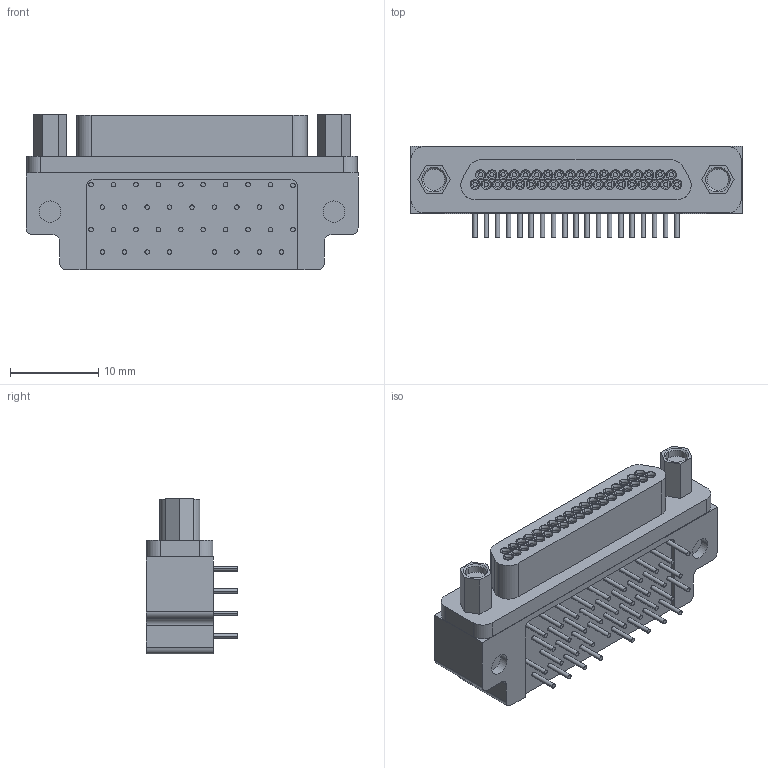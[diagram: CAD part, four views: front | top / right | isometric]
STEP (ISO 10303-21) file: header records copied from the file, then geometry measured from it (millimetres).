
FILE_DESCRIPTION(('STEP AP203'),'1');
FILE_NAME('1532255-2.stp','2021-10-05T14:28:34',('TraceParts'),('TraceParts S.A.'),'Spatial InterOp 3D',' ',' ');
FILE_SCHEMA(('CONFIG_CONTROL_DESIGN'));
Length unit declared in the file: millimetre
Products named in the file (1): 1
Bounding box: 37.59 x 10.39 x 17.66 mm (x, y, z)
Volume: 3867 mm3; surface area: 2852.1 mm2
Topology: 1 solids, 1 shells, 559 faces, 1156 edges, 720 vertices
Faces by surface type: cylinder 326, plane 155, torus 74, cone 4
Entity records: 15028 total; most frequent: DIRECTION 3006, CARTESIAN_POINT 2436, ORIENTED_EDGE 2312, AXIS2_PLACEMENT_3D 1290, EDGE_CURVE 1156, CIRCLE 730, VERTEX_POINT 720, EDGE_LOOP 680
